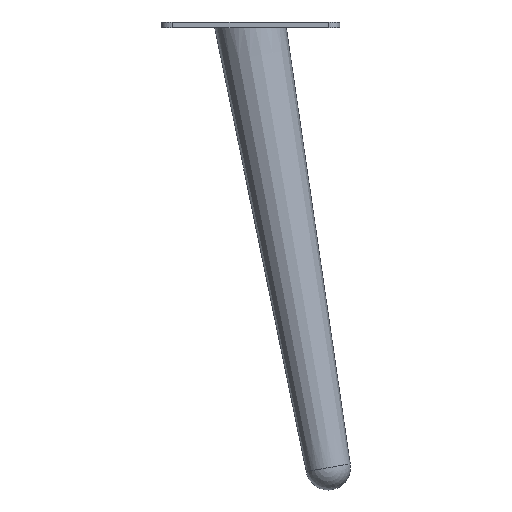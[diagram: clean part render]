
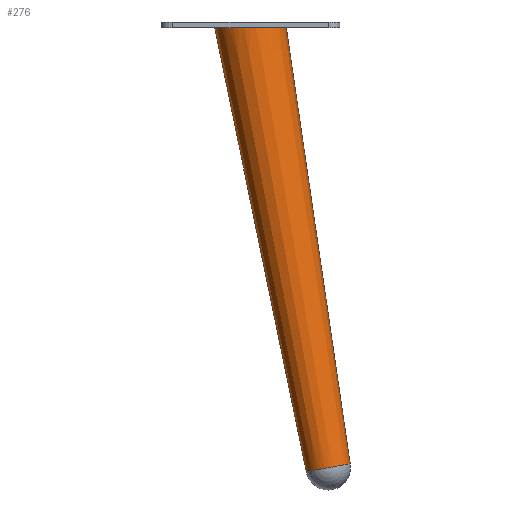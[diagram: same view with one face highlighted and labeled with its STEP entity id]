
A CAD part, top view. The second image highlights one B-rep face of the part: STEP entity #276.
In plain terms, the highlighted conical face has half-angle 1.667 degrees and reference radius 10 mm.
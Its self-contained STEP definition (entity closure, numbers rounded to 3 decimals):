
#18 = EDGE_CURVE ( 'NONE', #160, #31, #409, .T. ) ;
#19 = VECTOR ( 'NONE', #607, 1000. ) ;
#30 = VERTEX_POINT ( 'NONE', #518 ) ;
#31 = VERTEX_POINT ( 'NONE', #402 ) ;
#33 = DIRECTION ( 'NONE',  ( -0.985, -0.174, 0. ) ) ;
#94 = CARTESIAN_POINT ( 'NONE',  ( 34.825, -200., 0. ) ) ;
#96 = LINE ( 'NONE', #253, #19 ) ;
#98 = DIRECTION ( 'NONE',  ( -0.174, 0.985, 0. ) ) ;
#130 = CARTESIAN_POINT ( 'NONE',  ( 16., -2.5, 0. ) ) ;
#158 = CARTESIAN_POINT ( 'NONE',  ( 34.825, -200., 0. ) ) ;
#160 = VERTEX_POINT ( 'NONE', #642 ) ;
#167 = EDGE_CURVE ( 'NONE', #30, #31, #720, .T. ) ;
#194 = VECTOR ( 'NONE', #346, 1000. ) ;
#250 = CONICAL_SURFACE ( 'NONE', #350, 10., 0.029 ) ;
#253 = CARTESIAN_POINT ( 'NONE',  ( 44.673, -198.264, 0. ) ) ;
#276 = ADVANCED_FACE ( 'NONE', ( #598 ), #250, .T. ) ;
#311 = CIRCLE ( 'NONE', #351, 10. ) ;
#329 = ORIENTED_EDGE ( 'NONE', *, *, #167, .T. ) ;
#332 = DIRECTION ( 'NONE',  ( -0.985, -0.174, 0. ) ) ;
#346 = DIRECTION ( 'NONE',  ( -0.202, 0.979, 0. ) ) ;
#350 = AXIS2_PLACEMENT_3D ( 'NONE', #94, #98, #33 ) ;
#351 = AXIS2_PLACEMENT_3D ( 'NONE', #158, #558, #332 ) ;
#354 = EDGE_CURVE ( 'NONE', #160, #567, #311, .T. ) ;
#394 = CARTESIAN_POINT ( 'NONE',  ( 44.673, -198.264, 0. ) ) ;
#402 = CARTESIAN_POINT ( 'NONE',  ( -16.165, -2.5, 0. ) ) ;
#409 = LINE ( 'NONE', #634, #194 ) ;
#419 = CARTESIAN_POINT ( 'NONE',  ( 16., -2.5, 31.676 ) ) ;
#454 = EDGE_CURVE ( 'NONE', #567, #30, #96, .T. ) ;
#458 = ORIENTED_EDGE ( 'NONE', *, *, #354, .T. ) ;
#485 = EDGE_LOOP ( 'NONE', ( #458, #584, #329, #555 ) ) ;
#518 = CARTESIAN_POINT ( 'NONE',  ( 16., -2.5, 0. ) ) ;
#555 = ORIENTED_EDGE ( 'NONE', *, *, #18, .F. ) ;
#558 = DIRECTION ( 'NONE',  ( -0.174, 0.985, 0. ) ) ;
#567 = VERTEX_POINT ( 'NONE', #394 ) ;
#584 = ORIENTED_EDGE ( 'NONE', *, *, #454, .T. ) ;
#598 = FACE_OUTER_BOUND ( 'NONE', #485, .T. ) ;
#607 = DIRECTION ( 'NONE',  ( -0.145, 0.989, 0. ) ) ;
#634 = CARTESIAN_POINT ( 'NONE',  ( 24.977, -201.736, 0. ) ) ;
#642 = CARTESIAN_POINT ( 'NONE',  ( 24.977, -201.736, 0. ) ) ;
#644 = CARTESIAN_POINT ( 'NONE',  ( -16.165, -2.5, 31.676 ) ) ;
#688 = CARTESIAN_POINT ( 'NONE',  ( -16.165, -2.5, 0. ) ) ;
#720 =( BOUNDED_CURVE ( )  B_SPLINE_CURVE ( 3, ( #130, #419, #644, #688 ),
 .UNSPECIFIED., .F., .F. ) 
 B_SPLINE_CURVE_WITH_KNOTS ( ( 4, 4 ),
 ( 3.142, 6.283 ),
 .UNSPECIFIED. ) 
 CURVE ( )  GEOMETRIC_REPRESENTATION_ITEM ( )  RATIONAL_B_SPLINE_CURVE ( ( 1., 0.333, 0.333, 1. ) ) 
 REPRESENTATION_ITEM ( '' )  );
